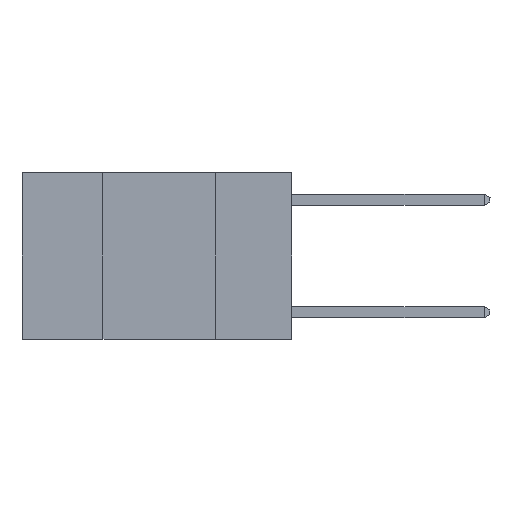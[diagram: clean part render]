
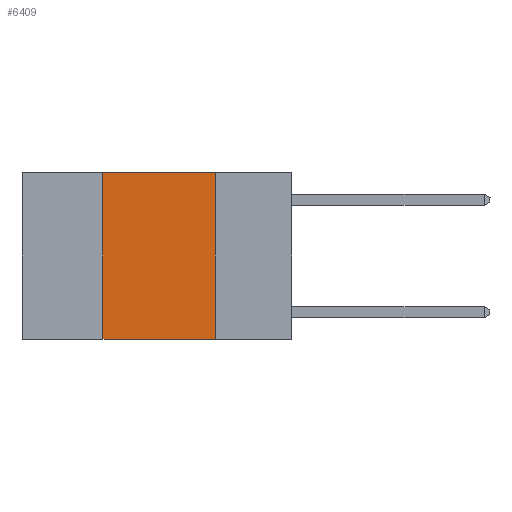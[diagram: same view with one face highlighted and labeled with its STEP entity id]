
A CAD part, left-side view. The second image highlights one B-rep face of the part: STEP entity #6409.
In plain terms, the highlighted planar face has unit normal (-1, 0, 0).
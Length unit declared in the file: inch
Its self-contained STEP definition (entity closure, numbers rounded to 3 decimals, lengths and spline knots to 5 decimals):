
#138 = VERTEX_POINT ( 'NONE', #7442 ) ;
#151 = FACE_OUTER_BOUND ( 'NONE', #788, .T. ) ;
#172 = EDGE_CURVE ( 'NONE', #6139, #4632, #2362, .T. ) ;
#278 = DIRECTION ( 'NONE',  ( 0., -1., 0. ) ) ;
#788 = EDGE_LOOP ( 'NONE', ( #4231, #1570, #6368, #2735 ) ) ;
#1245 = DIRECTION ( 'NONE',  ( 0., 0., -1. ) ) ;
#1570 = ORIENTED_EDGE ( 'NONE', *, *, #5121, .F. ) ;
#2071 = CARTESIAN_POINT ( 'NONE',  ( 0., 0.6, 0. ) ) ;
#2253 = EDGE_CURVE ( 'NONE', #6139, #3873, #6141, .T. ) ;
#2362 = LINE ( 'NONE', #8124, #5564 ) ;
#2600 = VECTOR ( 'NONE', #5007, 39.37008 ) ;
#2735 = ORIENTED_EDGE ( 'NONE', *, *, #172, .T. ) ;
#3138 = CARTESIAN_POINT ( 'NONE',  ( 0., 0.17, 0. ) ) ;
#3435 = DIRECTION ( 'NONE',  ( 0., 0., -1. ) ) ;
#3569 = LINE ( 'NONE', #4974, #2600 ) ;
#3873 = VERTEX_POINT ( 'NONE', #6240 ) ;
#4120 = CARTESIAN_POINT ( 'NONE',  ( 0., 0.42, 0. ) ) ;
#4231 = ORIENTED_EDGE ( 'NONE', *, *, #7539, .F. ) ;
#4632 = VERTEX_POINT ( 'NONE', #5182 ) ;
#4955 = AXIS2_PLACEMENT_3D ( 'NONE', #2071, #6695, #3435 ) ;
#4974 = CARTESIAN_POINT ( 'NONE',  ( 0., 0.6, 0. ) ) ;
#5007 = DIRECTION ( 'NONE',  ( 0., -1., 0. ) ) ;
#5121 = EDGE_CURVE ( 'NONE', #3873, #138, #3569, .T. ) ;
#5182 = CARTESIAN_POINT ( 'NONE',  ( 0., 0.17, -0.37 ) ) ;
#5564 = VECTOR ( 'NONE', #278, 39.37008 ) ;
#5834 = VECTOR ( 'NONE', #6815, 39.37008 ) ;
#6139 = VERTEX_POINT ( 'NONE', #7452 ) ;
#6141 = LINE ( 'NONE', #4120, #5834 ) ;
#6240 = CARTESIAN_POINT ( 'NONE',  ( 0., 0.42, 0. ) ) ;
#6368 = ORIENTED_EDGE ( 'NONE', *, *, #2253, .F. ) ;
#6409 = ADVANCED_FACE ( 'NONE', ( #151 ), #7836, .F. ) ;
#6695 = DIRECTION ( 'NONE',  ( 1., 0., 0. ) ) ;
#6815 = DIRECTION ( 'NONE',  ( 0., 0., 1. ) ) ;
#7442 = CARTESIAN_POINT ( 'NONE',  ( 0., 0.17, 0. ) ) ;
#7452 = CARTESIAN_POINT ( 'NONE',  ( 0., 0.42, -0.37 ) ) ;
#7530 = VECTOR ( 'NONE', #1245, 39.37008 ) ;
#7539 = EDGE_CURVE ( 'NONE', #138, #4632, #7750, .T. ) ;
#7750 = LINE ( 'NONE', #3138, #7530 ) ;
#7836 = PLANE ( 'NONE',  #4955 ) ;
#8124 = CARTESIAN_POINT ( 'NONE',  ( 0., 0.6, -0.37 ) ) ;
